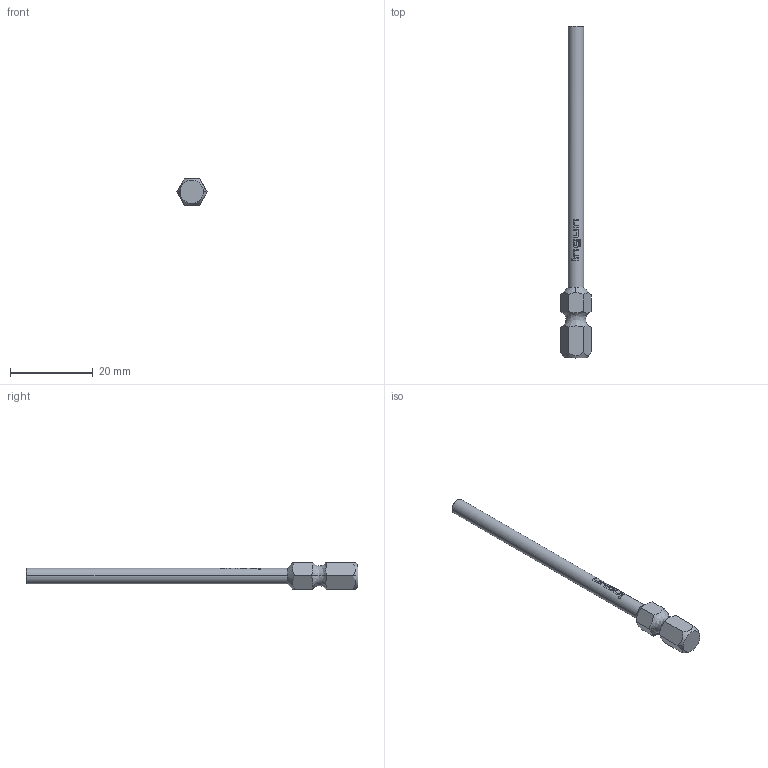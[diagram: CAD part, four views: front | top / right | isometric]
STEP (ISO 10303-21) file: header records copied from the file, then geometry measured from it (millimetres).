
FILE_DESCRIPTION (( 'STEP AP203' ), '1' );
FILE_NAME ('INGUN_BIT-SKS-465_M-B.STEP', '2021-10-19T09:03:19', ( 'ochi' ), ( '' ), 'SwSTEP 2.0', 'SolidWorks 2018', '' );
FILE_SCHEMA (( 'CONFIG_CONTROL_DESIGN' ));
Length unit declared in the file: millimetre
Products named in the file (1): INGUN_BIT-SKS-465_M-B
Bounding box: 7.27 x 80 x 6.3 mm (x, y, z)
Volume: 1060.7 mm3; surface area: 1384 mm2
Topology: 1 solids, 1 shells, 101 faces, 270 edges, 177 vertices
Faces by surface type: plane 57, bspline 24, cylinder 12, cone 8
Entity records: 3745 total; most frequent: CARTESIAN_POINT 1387, ORIENTED_EDGE 536, DIRECTION 376, EDGE_CURVE 268, VERTEX_POINT 177, AXIS2_PLACEMENT_3D 142, B_SPLINE_CURVE_WITH_KNOTS 112, EDGE_LOOP 109
